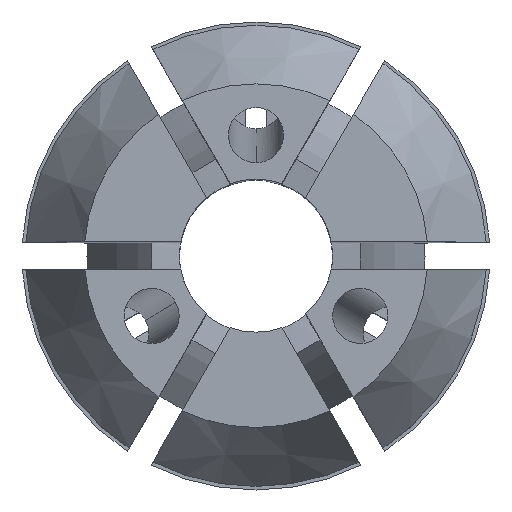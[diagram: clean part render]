
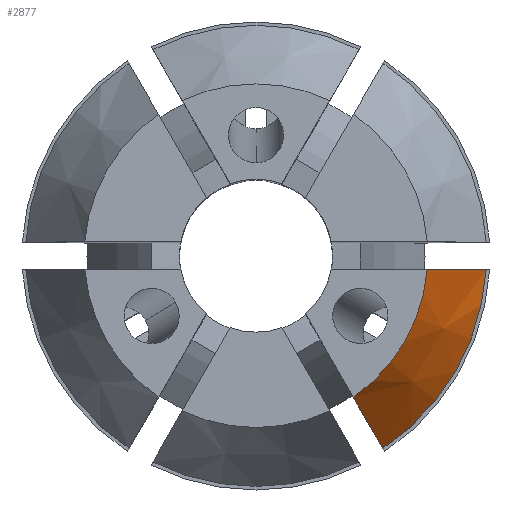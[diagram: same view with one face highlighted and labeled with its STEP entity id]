
A CAD part, top view. The second image highlights one B-rep face of the part: STEP entity #2877.
In plain terms, the highlighted conical face has half-angle 30 degrees and reference radius 8.375 mm.
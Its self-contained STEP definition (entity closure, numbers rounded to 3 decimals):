
#109 = CARTESIAN_POINT ( 'NONE',  ( 7.647, -0.5, 25.035 ) ) ;
#139 = EDGE_CURVE ( 'NONE', #2886, #3615, #2933, .T. ) ;
#156 = CARTESIAN_POINT ( 'NONE',  ( 4.257, -6.373, 25.035 ) ) ;
#173 = CARTESIAN_POINT ( 'NONE',  ( 4.613, -6.99, 23.803 ) ) ;
#381 = CARTESIAN_POINT ( 'NONE',  ( 6.22, -0.5, 27.5 ) ) ;
#423 = EDGE_CURVE ( 'NONE', #3615, #455, #1764, .T. ) ;
#455 = VERTEX_POINT ( 'NONE', #173 ) ;
#470 = DIRECTION ( 'NONE',  ( -1., 0., 0. ) ) ;
#509 = CARTESIAN_POINT ( 'NONE',  ( 3.9, -5.755, 26.268 ) ) ;
#523 = CARTESIAN_POINT ( 'NONE',  ( 0., 0., 23.803 ) ) ;
#546 = EDGE_CURVE ( 'NONE', #2772, #2886, #1460, .T. ) ;
#582 = ORIENTED_EDGE ( 'NONE', *, *, #546, .T. ) ;
#634 = ORIENTED_EDGE ( 'NONE', *, *, #3100, .F. ) ;
#682 = CARTESIAN_POINT ( 'NONE',  ( 0., 0., 23.803 ) ) ;
#816 = CARTESIAN_POINT ( 'NONE',  ( 4.613, -6.99, 23.803 ) ) ;
#1018 = CARTESIAN_POINT ( 'NONE',  ( 8.36, -0.5, 23.803 ) ) ;
#1068 = ORIENTED_EDGE ( 'NONE', *, *, #139, .T. ) ;
#1091 = AXIS2_PLACEMENT_3D ( 'NONE', #682, #3733, #2241 ) ;
#1267 = CONICAL_SURFACE ( 'NONE', #1091, 8.375, 0.524 ) ;
#1460 = B_SPLINE_CURVE_WITH_KNOTS ( 'NONE', 3,
 ( #1018, #109, #3772, #2540 ),
 .UNSPECIFIED., .F., .F.,
 ( 4, 4 ),
 ( 0.012, 0.016 ),
 .UNSPECIFIED. ) ;
#1559 = CIRCLE ( 'NONE', #3410, 8.375 ) ;
#1764 = B_SPLINE_CURVE_WITH_KNOTS ( 'NONE', 3,
 ( #2654, #509, #156, #816 ),
 .UNSPECIFIED., .F., .F.,
 ( 4, 4 ),
 ( 0., 0.004 ),
 .UNSPECIFIED. ) ;
#1825 = ORIENTED_EDGE ( 'NONE', *, *, #423, .T. ) ;
#2113 = CARTESIAN_POINT ( 'NONE',  ( 3.543, -5.137, 27.5 ) ) ;
#2175 = AXIS2_PLACEMENT_3D ( 'NONE', #3211, #2313, #470 ) ;
#2241 = DIRECTION ( 'NONE',  ( -1., 0., 0. ) ) ;
#2313 = DIRECTION ( 'NONE',  ( 0., 0., -1. ) ) ;
#2379 = DIRECTION ( 'NONE',  ( 0., 0., -1. ) ) ;
#2438 = CARTESIAN_POINT ( 'NONE',  ( 8.36, -0.5, 23.803 ) ) ;
#2540 = CARTESIAN_POINT ( 'NONE',  ( 6.22, -0.5, 27.5 ) ) ;
#2654 = CARTESIAN_POINT ( 'NONE',  ( 3.543, -5.137, 27.5 ) ) ;
#2772 = VERTEX_POINT ( 'NONE', #2438 ) ;
#2877 = ADVANCED_FACE ( 'NONE', ( #3279 ), #1267, .T. ) ;
#2886 = VERTEX_POINT ( 'NONE', #381 ) ;
#2933 = CIRCLE ( 'NONE', #2175, 6.24 ) ;
#3100 = EDGE_CURVE ( 'NONE', #2772, #455, #1559, .T. ) ;
#3117 = EDGE_LOOP ( 'NONE', ( #1068, #1825, #634, #582 ) ) ;
#3211 = CARTESIAN_POINT ( 'NONE',  ( 0., 0., 27.5 ) ) ;
#3279 = FACE_OUTER_BOUND ( 'NONE', #3117, .T. ) ;
#3410 = AXIS2_PLACEMENT_3D ( 'NONE', #523, #2379, #3586 ) ;
#3586 = DIRECTION ( 'NONE',  ( -1., 0., 0. ) ) ;
#3615 = VERTEX_POINT ( 'NONE', #2113 ) ;
#3733 = DIRECTION ( 'NONE',  ( 0., 0., -1. ) ) ;
#3772 = CARTESIAN_POINT ( 'NONE',  ( 6.934, -0.5, 26.268 ) ) ;
